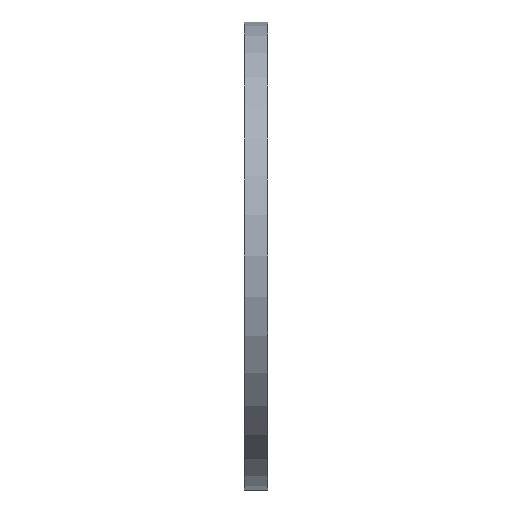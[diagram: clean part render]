
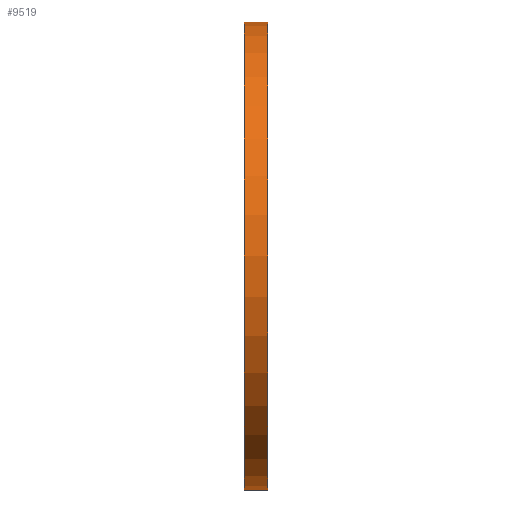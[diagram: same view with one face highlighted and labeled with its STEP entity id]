
A CAD part, left-side view. The second image highlights one B-rep face of the part: STEP entity #9519.
In plain terms, the highlighted cylindrical face has radius 60 mm (diameter 120 mm), a partial arc.
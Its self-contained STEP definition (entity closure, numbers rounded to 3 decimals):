
#782 = EDGE_LOOP ( 'NONE', ( #4433, #11317, #3656, #5263 ) ) ;
#1335 = VECTOR ( 'NONE', #4380, 1000. ) ;
#1732 = VERTEX_POINT ( 'NONE', #8223 ) ;
#2042 = CARTESIAN_POINT ( 'NONE',  ( 0., 3., 60. ) ) ;
#2448 = DIRECTION ( 'NONE',  ( 0., 0., -1. ) ) ;
#2784 = CARTESIAN_POINT ( 'NONE',  ( 0., -3., 0. ) ) ;
#3176 = FACE_OUTER_BOUND ( 'NONE', #782, .T. ) ;
#3188 = VERTEX_POINT ( 'NONE', #5625 ) ;
#3478 = LINE ( 'NONE', #2042, #7301 ) ;
#3656 = ORIENTED_EDGE ( 'NONE', *, *, #9502, .T. ) ;
#4380 = DIRECTION ( 'NONE',  ( 0., -1., 0. ) ) ;
#4433 = ORIENTED_EDGE ( 'NONE', *, *, #9816, .F. ) ;
#4839 = AXIS2_PLACEMENT_3D ( 'NONE', #2784, #5611, #6508 ) ;
#5039 = EDGE_CURVE ( 'NONE', #9825, #3188, #12433, .T. ) ;
#5263 = ORIENTED_EDGE ( 'NONE', *, *, #11295, .T. ) ;
#5611 = DIRECTION ( 'NONE',  ( 0., 1., 0. ) ) ;
#5625 = CARTESIAN_POINT ( 'NONE',  ( 0., 3., 60. ) ) ;
#6508 = DIRECTION ( 'NONE',  ( 0., 0., 1. ) ) ;
#6924 = DIRECTION ( 'NONE',  ( 0., -1., 0. ) ) ;
#7301 = VECTOR ( 'NONE', #6924, 1000. ) ;
#8175 = CARTESIAN_POINT ( 'NONE',  ( 0., -3., 60. ) ) ;
#8223 = CARTESIAN_POINT ( 'NONE',  ( 0., -3., -60. ) ) ;
#8555 = VERTEX_POINT ( 'NONE', #8175 ) ;
#9103 = CARTESIAN_POINT ( 'NONE',  ( 0., 3., -60. ) ) ;
#9121 = LINE ( 'NONE', #9103, #1335 ) ;
#9476 = CARTESIAN_POINT ( 'NONE',  ( 0., 3., 0. ) ) ;
#9502 = EDGE_CURVE ( 'NONE', #9825, #1732, #9121, .T. ) ;
#9519 = ADVANCED_FACE ( 'NONE', ( #3176 ), #11407, .T. ) ;
#9816 = EDGE_CURVE ( 'NONE', #3188, #8555, #3478, .T. ) ;
#9825 = VERTEX_POINT ( 'NONE', #10742 ) ;
#10164 = CARTESIAN_POINT ( 'NONE',  ( 0., 3., 0. ) ) ;
#10279 = DIRECTION ( 'NONE',  ( 0., 0., 1. ) ) ;
#10742 = CARTESIAN_POINT ( 'NONE',  ( 0., 3., -60. ) ) ;
#10765 = CIRCLE ( 'NONE', #4839, 60. ) ;
#11295 = EDGE_CURVE ( 'NONE', #1732, #8555, #10765, .T. ) ;
#11317 = ORIENTED_EDGE ( 'NONE', *, *, #5039, .F. ) ;
#11407 = CYLINDRICAL_SURFACE ( 'NONE', #12024, 60. ) ;
#12024 = AXIS2_PLACEMENT_3D ( 'NONE', #10164, #12168, #2448 ) ;
#12145 = DIRECTION ( 'NONE',  ( 0., 1., 0. ) ) ;
#12168 = DIRECTION ( 'NONE',  ( 0., -1., 0. ) ) ;
#12176 = AXIS2_PLACEMENT_3D ( 'NONE', #9476, #12145, #10279 ) ;
#12433 = CIRCLE ( 'NONE', #12176, 60. ) ;
